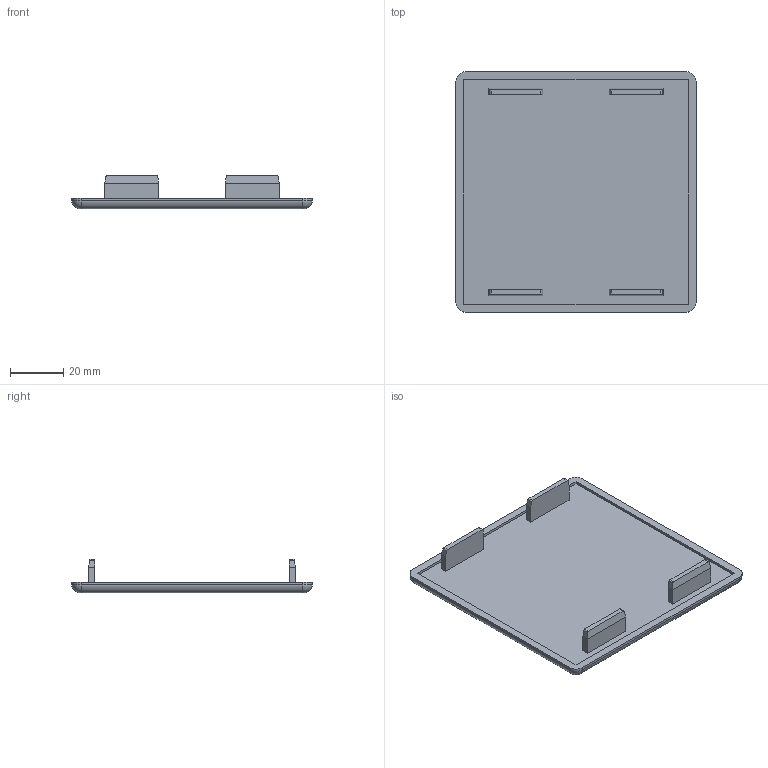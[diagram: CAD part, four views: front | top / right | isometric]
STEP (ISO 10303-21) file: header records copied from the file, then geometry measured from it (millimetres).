
FILE_DESCRIPTION (( 'STEP AP214' ), '1' );
FILE_NAME ('091024.STEP', '2015-04-23T09:22:56', ( 'Admin' ), ( 'Hewlett-Packard Company' ), 'SwSTEP 2.0', 'SolidWorks 2014', '' );
FILE_SCHEMA (( 'AUTOMOTIVE_DESIGN' ));
Length unit declared in the file: millimetre
Products named in the file (1): 091024
Bounding box: 90 x 90 x 12.5 mm (x, y, z)
Volume: 26399.8 mm3; surface area: 19128.2 mm2
Topology: 1 solids, 1 shells, 63 faces, 152 edges, 96 vertices
Faces by surface type: plane 43, cylinder 16, torus 4
Entity records: 1840 total; most frequent: CARTESIAN_POINT 336, ORIENTED_EDGE 304, DIRECTION 300, EDGE_CURVE 152, LINE 116, VECTOR 116, VERTEX_POINT 96, AXIS2_PLACEMENT_3D 92
